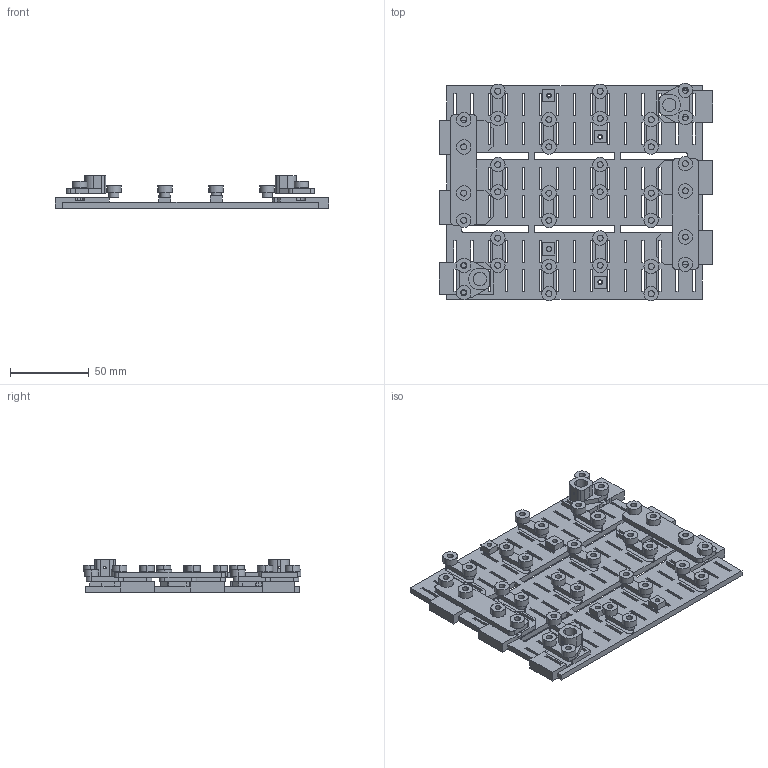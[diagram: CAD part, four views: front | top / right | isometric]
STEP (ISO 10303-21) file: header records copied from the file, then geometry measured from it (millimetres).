
FILE_DESCRIPTION((''),'2;1');
FILE_NAME('F28AC601_ASM_ASM','2020-10-06T23:39:24',('Safe'),(''),'CREO PARAMETRIC BY PTC INC, 2018100','CREO PARAMETRIC BY PTC INC, 2018100','');
FILE_SCHEMA(('CONFIG_CONTROL_DESIGN'));
Length unit declared in the file: inch
Products named in the file (9): F28AC155_1; F28AC171_1; 6_32_DISTORT___1; F28_WELD_STUD__ASM_1_ASM; F28_WELD_STUD_TALL_ASM_1_ASM; F28AC051_1; F28AC053_1; F28AC601_ASM_1_ASM; F28AC601_ASM_ASM
Assembly tree (29 placements, depth 4):
  F28AC601_ASM_ASM
    F28AC601_ASM_1_ASM
      F28AC155_1
      F28_WELD_STUD__ASM_1_ASM  x12
        F28AC171_1
        6_32_DISTORT___1
      F28_WELD_STUD_TALL_ASM_1_ASM  x6
        6_32_DISTORT___1
      F28AC051_1  x2
      F28AC053_1  x2
Bounding box: 173.38 x 138.07 x 20.64 mm (x, y, z)
Volume: 106292 mm3; surface area: 84664 mm2
Topology: 53 solids, 53 shells, 1017 faces, 2702 edges, 1798 vertices
Faces by surface type: plane 679, cylinder 332, cone 6
Entity records: 22209 total; most frequent: CARTESIAN_POINT 3921, ORIENTED_EDGE 3784, DIRECTION 3521, EDGE_CURVE 1892, VECTOR 1687, LINE 1687, VERTEX_POINT 1258, AXIS2_PLACEMENT_3D 917
